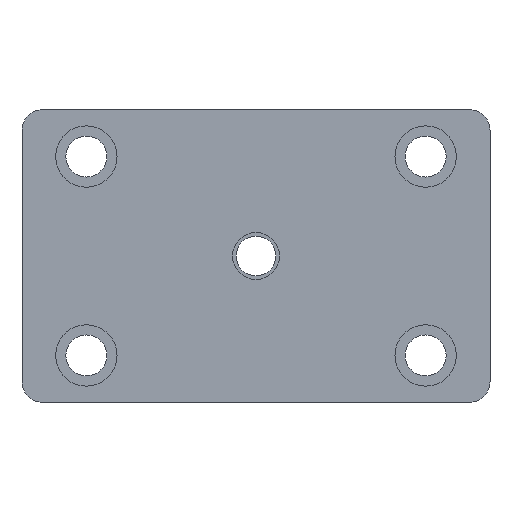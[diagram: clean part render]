
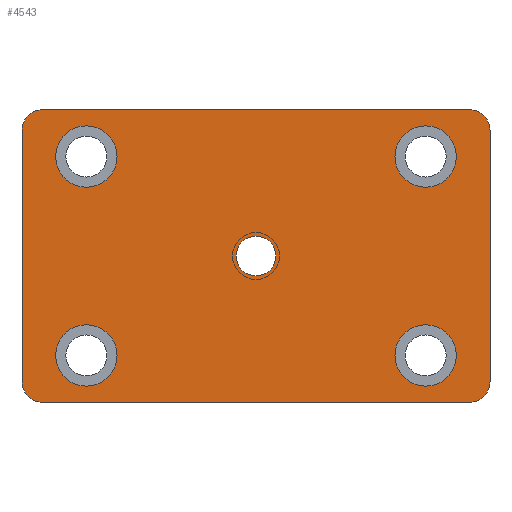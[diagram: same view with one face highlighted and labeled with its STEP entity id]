
A CAD part, front view. The second image highlights one B-rep face of the part: STEP entity #4543.
In plain terms, the highlighted planar face has unit normal (0, -1, 0).
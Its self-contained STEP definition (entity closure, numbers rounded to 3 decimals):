
#1=CARTESIAN_POINT('',(-29.,0.,17.));
#2=DIRECTION('',(0.,-1.,0.));
#3=DIRECTION('',(1.,0.,0.));
#4=AXIS2_PLACEMENT_3D('',#1,#2,#3);
#6=CARTESIAN_POINT('',(-29.,0.,17.));
#7=DIRECTION('',(0.,-1.,0.));
#8=DIRECTION('',(-1.,0.,0.));
#9=AXIS2_PLACEMENT_3D('',#6,#7,#8);
#11=CARTESIAN_POINT('',(29.,0.,17.));
#12=DIRECTION('',(0.,-1.,0.));
#13=DIRECTION('',(1.,0.,0.));
#14=AXIS2_PLACEMENT_3D('',#11,#12,#13);
#16=CARTESIAN_POINT('',(29.,0.,17.));
#17=DIRECTION('',(0.,-1.,0.));
#18=DIRECTION('',(-1.,0.,0.));
#19=AXIS2_PLACEMENT_3D('',#16,#17,#18);
#21=CARTESIAN_POINT('',(-29.,0.,-17.));
#22=DIRECTION('',(0.,-1.,0.));
#23=DIRECTION('',(1.,0.,0.));
#24=AXIS2_PLACEMENT_3D('',#21,#22,#23);
#26=CARTESIAN_POINT('',(-29.,0.,-17.));
#27=DIRECTION('',(0.,-1.,0.));
#28=DIRECTION('',(-1.,0.,0.));
#29=AXIS2_PLACEMENT_3D('',#26,#27,#28);
#31=CARTESIAN_POINT('',(29.,0.,-17.));
#32=DIRECTION('',(0.,-1.,0.));
#33=DIRECTION('',(1.,0.,0.));
#34=AXIS2_PLACEMENT_3D('',#31,#32,#33);
#36=CARTESIAN_POINT('',(29.,0.,-17.));
#37=DIRECTION('',(0.,-1.,0.));
#38=DIRECTION('',(-1.,0.,0.));
#39=AXIS2_PLACEMENT_3D('',#36,#37,#38);
#41=CARTESIAN_POINT('',(0.,0.,0.));
#42=DIRECTION('',(0.,1.,0.));
#43=DIRECTION('',(1.,0.,0.));
#44=AXIS2_PLACEMENT_3D('',#41,#42,#43);
#46=CARTESIAN_POINT('',(0.,0.,0.));
#47=DIRECTION('',(0.,1.,0.));
#48=DIRECTION('',(-1.,0.,0.));
#49=AXIS2_PLACEMENT_3D('',#46,#47,#48);
#51=CARTESIAN_POINT('',(-36.5,0.,-21.5));
#52=DIRECTION('',(0.,-1.,0.));
#53=DIRECTION('',(-1.,0.,0.));
#54=AXIS2_PLACEMENT_3D('',#51,#52,#53);
#56=DIRECTION('',(0.,0.,1.));
#57=VECTOR('',#56,43.);
#58=CARTESIAN_POINT('',(-40.,0.,-21.5));
#59=LINE('',#58,#57);
#60=CARTESIAN_POINT('',(-36.5,0.,21.5));
#61=DIRECTION('',(0.,-1.,0.));
#62=DIRECTION('',(0.,0.,1.));
#63=AXIS2_PLACEMENT_3D('',#60,#61,#62);
#65=DIRECTION('',(1.,0.,0.));
#66=VECTOR('',#65,73.);
#67=CARTESIAN_POINT('',(-36.5,0.,25.));
#68=LINE('',#67,#66);
#69=CARTESIAN_POINT('',(36.5,0.,21.5));
#70=DIRECTION('',(0.,-1.,0.));
#71=DIRECTION('',(1.,0.,0.));
#72=AXIS2_PLACEMENT_3D('',#69,#70,#71);
#74=DIRECTION('',(0.,0.,-1.));
#75=VECTOR('',#74,43.);
#76=CARTESIAN_POINT('',(40.,0.,21.5));
#77=LINE('',#76,#75);
#78=CARTESIAN_POINT('',(36.5,0.,-21.5));
#79=DIRECTION('',(0.,-1.,0.));
#80=DIRECTION('',(0.,0.,-1.));
#81=AXIS2_PLACEMENT_3D('',#78,#79,#80);
#83=DIRECTION('',(-1.,0.,0.));
#84=VECTOR('',#83,73.);
#85=CARTESIAN_POINT('',(36.5,0.,-25.));
#86=LINE('',#85,#84);
#3786=CARTESIAN_POINT('',(-23.75,0.,17.));
#3787=CARTESIAN_POINT('',(-34.25,0.,17.));
#3788=VERTEX_POINT('',#3786);
#3789=VERTEX_POINT('',#3787);
#3790=CARTESIAN_POINT('',(34.25,0.,17.));
#3791=CARTESIAN_POINT('',(23.75,0.,17.));
#3792=VERTEX_POINT('',#3790);
#3793=VERTEX_POINT('',#3791);
#3794=CARTESIAN_POINT('',(-23.75,0.,-17.));
#3795=CARTESIAN_POINT('',(-34.25,0.,-17.));
#3796=VERTEX_POINT('',#3794);
#3797=VERTEX_POINT('',#3795);
#3798=CARTESIAN_POINT('',(34.25,0.,-17.));
#3799=CARTESIAN_POINT('',(23.75,0.,-17.));
#3800=VERTEX_POINT('',#3798);
#3801=VERTEX_POINT('',#3799);
#3898=CARTESIAN_POINT('',(3.4,0.,0.));
#3899=CARTESIAN_POINT('',(-3.4,0.,0.));
#3900=VERTEX_POINT('',#3898);
#3901=VERTEX_POINT('',#3899);
#3910=CARTESIAN_POINT('',(-40.,0.,-21.5));
#3911=VERTEX_POINT('',#3910);
#3912=CARTESIAN_POINT('',(-36.5,0.,-25.));
#3913=VERTEX_POINT('',#3912);
#3914=CARTESIAN_POINT('',(36.5,0.,-25.));
#3915=CARTESIAN_POINT('',(40.,0.,-21.5));
#3916=VERTEX_POINT('',#3914);
#3917=VERTEX_POINT('',#3915);
#3922=CARTESIAN_POINT('',(40.,0.,21.5));
#3923=CARTESIAN_POINT('',(36.5,0.,25.));
#3924=VERTEX_POINT('',#3922);
#3925=VERTEX_POINT('',#3923);
#3930=CARTESIAN_POINT('',(-36.5,0.,25.));
#3931=CARTESIAN_POINT('',(-40.,0.,21.5));
#3932=VERTEX_POINT('',#3930);
#3933=VERTEX_POINT('',#3931);
#4490=CARTESIAN_POINT('',(0.,0.,0.));
#4491=DIRECTION('',(0.,1.,0.));
#4492=DIRECTION('',(1.,0.,0.));
#4493=AXIS2_PLACEMENT_3D('',#4490,#4491,#4492);
#4494=PLANE('',#4493);
#4496=ORIENTED_EDGE('',*,*,#4495,.F.);
#4498=ORIENTED_EDGE('',*,*,#4497,.T.);
#4500=ORIENTED_EDGE('',*,*,#4499,.F.);
#4502=ORIENTED_EDGE('',*,*,#4501,.T.);
#4504=ORIENTED_EDGE('',*,*,#4503,.F.);
#4506=ORIENTED_EDGE('',*,*,#4505,.T.);
#4508=ORIENTED_EDGE('',*,*,#4507,.F.);
#4510=ORIENTED_EDGE('',*,*,#4509,.T.);
#4511=EDGE_LOOP('',(#4496,#4498,#4500,#4502,#4504,#4506,#4508,#4510));
#4512=FACE_OUTER_BOUND('',#4511,.F.);
#4514=ORIENTED_EDGE('',*,*,#4513,.T.);
#4516=ORIENTED_EDGE('',*,*,#4515,.T.);
#4517=EDGE_LOOP('',(#4514,#4516));
#4518=FACE_BOUND('',#4517,.F.);
#4520=ORIENTED_EDGE('',*,*,#4519,.T.);
#4522=ORIENTED_EDGE('',*,*,#4521,.T.);
#4523=EDGE_LOOP('',(#4520,#4522));
#4524=FACE_BOUND('',#4523,.F.);
#4526=ORIENTED_EDGE('',*,*,#4525,.T.);
#4528=ORIENTED_EDGE('',*,*,#4527,.T.);
#4529=EDGE_LOOP('',(#4526,#4528));
#4530=FACE_BOUND('',#4529,.F.);
#4532=ORIENTED_EDGE('',*,*,#4531,.F.);
#4534=ORIENTED_EDGE('',*,*,#4533,.F.);
#4535=EDGE_LOOP('',(#4532,#4534));
#4536=FACE_BOUND('',#4535,.F.);
#4538=ORIENTED_EDGE('',*,*,#4537,.T.);
#4540=ORIENTED_EDGE('',*,*,#4539,.T.);
#4541=EDGE_LOOP('',(#4538,#4540));
#4542=FACE_BOUND('',#4541,.F.);
#4543=ADVANCED_FACE('',(#4512,#4518,#4524,#4530,#4536,#4542),#4494,.F.);
#5=CIRCLE('',#4,5.25);
#10=CIRCLE('',#9,5.25);
#15=CIRCLE('',#14,5.25);
#20=CIRCLE('',#19,5.25);
#25=CIRCLE('',#24,5.25);
#30=CIRCLE('',#29,5.25);
#35=CIRCLE('',#34,5.25);
#40=CIRCLE('',#39,5.25);
#45=CIRCLE('',#44,3.4);
#50=CIRCLE('',#49,3.4);
#55=CIRCLE('',#54,3.5);
#64=CIRCLE('',#63,3.5);
#73=CIRCLE('',#72,3.5);
#82=CIRCLE('',#81,3.5);
#4495=EDGE_CURVE('',#3911,#3913,#55,.T.);
#4497=EDGE_CURVE('',#3911,#3933,#59,.T.);
#4499=EDGE_CURVE('',#3932,#3933,#64,.T.);
#4501=EDGE_CURVE('',#3932,#3925,#68,.T.);
#4503=EDGE_CURVE('',#3924,#3925,#73,.T.);
#4505=EDGE_CURVE('',#3924,#3917,#77,.T.);
#4507=EDGE_CURVE('',#3916,#3917,#82,.T.);
#4509=EDGE_CURVE('',#3916,#3913,#86,.T.);
#4513=EDGE_CURVE('',#3792,#3793,#15,.T.);
#4515=EDGE_CURVE('',#3793,#3792,#20,.T.);
#4519=EDGE_CURVE('',#3796,#3797,#25,.T.);
#4521=EDGE_CURVE('',#3797,#3796,#30,.T.);
#4525=EDGE_CURVE('',#3800,#3801,#35,.T.);
#4527=EDGE_CURVE('',#3801,#3800,#40,.T.);
#4531=EDGE_CURVE('',#3900,#3901,#45,.T.);
#4533=EDGE_CURVE('',#3901,#3900,#50,.T.);
#4537=EDGE_CURVE('',#3788,#3789,#5,.T.);
#4539=EDGE_CURVE('',#3789,#3788,#10,.T.);
